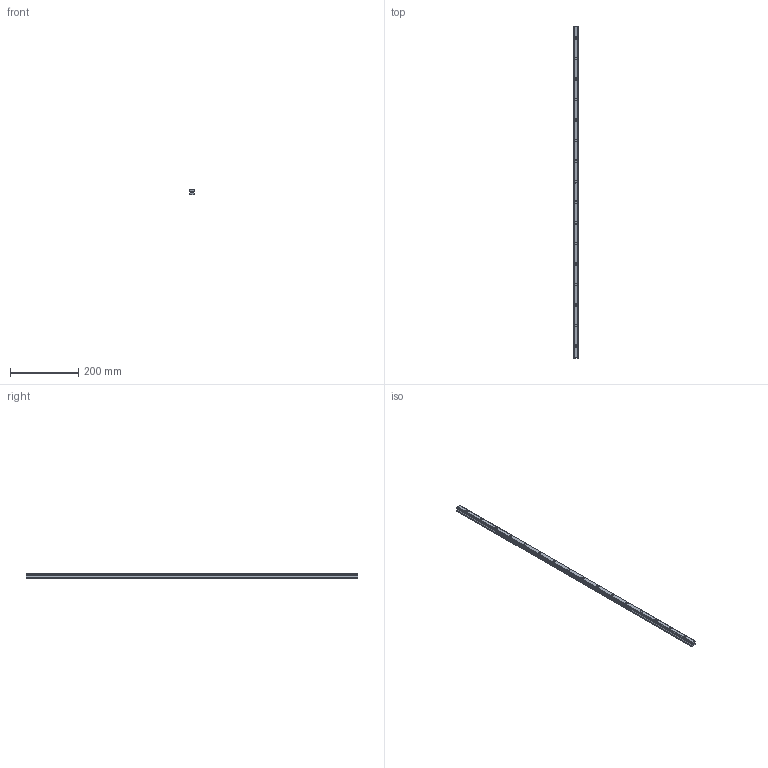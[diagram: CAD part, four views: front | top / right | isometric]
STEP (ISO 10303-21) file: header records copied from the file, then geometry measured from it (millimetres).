
FILE_DESCRIPTION(('STEP AP214'),'1');
FILE_NAME('cctmp_152B8D95-2756-45CF-B2D5-743055688091_2020_5_13_8_24_1_610..stp','2020-05-13T06:24:01',('HIWIN GmbH'),('CADClick - www.CADClick.com'),'Spatial InterOp 3D',' ','unknown authorization');
FILE_SCHEMA(('AUTOMOTIVE_DESIGN'));
Length unit declared in the file: millimetre
Products named in the file (1): HGR15R970H_FILE
Bounding box: 15 x 970 x 15 mm (x, y, z)
Volume: 178281.3 mm3; surface area: 64780.9 mm2
Topology: 1 solids, 1 shells, 259 faces, 615 edges, 410 vertices
Faces by surface type: plane 137, cylinder 122
Entity records: 9649 total; most frequent: DIRECTION 1379, CARTESIAN_POINT 1285, ORIENTED_EDGE 1230, EDGE_CURVE 615, AXIS2_PLACEMENT_3D 504, VERTEX_POINT 410, LINE 371, VECTOR 371
